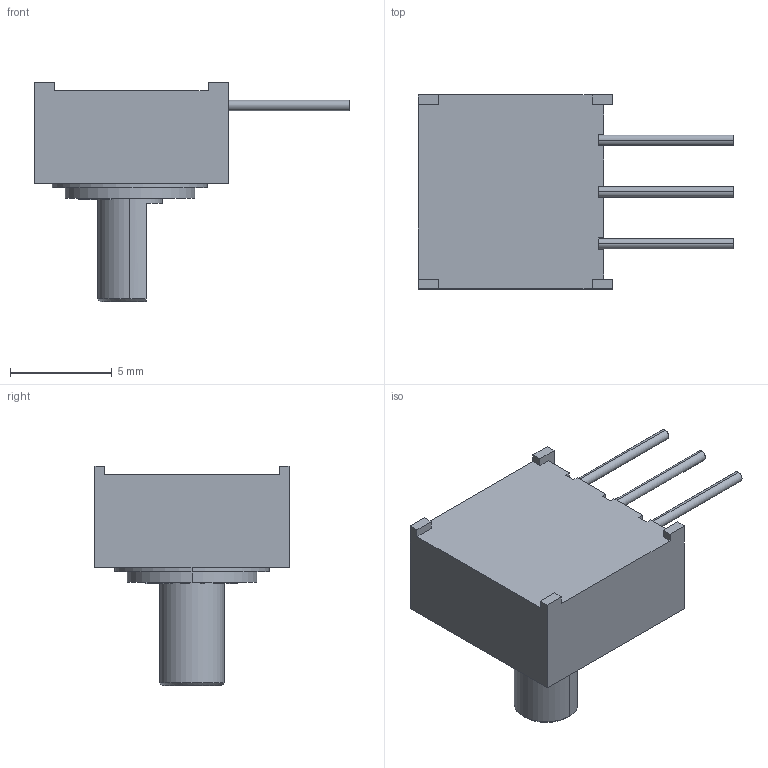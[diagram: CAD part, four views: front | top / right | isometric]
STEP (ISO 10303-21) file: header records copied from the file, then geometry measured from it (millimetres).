
FILE_DESCRIPTION((''),'2;1');
FILE_NAME('3310C-125-XXXX','2017-10-31T',('RICKB'),('Bourns, Inc.'),'CREO PARAMETRIC BY PTC INC, 2016130','CREO PARAMETRIC BY PTC INC, 2016130','');
FILE_SCHEMA(('AUTOMOTIVE_DESIGN_CC2 { 1 2 10303 214 -1 1 5 2 }'));
Length unit declared in the file: inch
Products named in the file (1): 3310C-125-XXXX
Bounding box: 15.49 x 9.53 x 10.76 mm (x, y, z)
Volume: 455.4 mm3; surface area: 497.7 mm2
Topology: 1 solids, 1 shells, 193 faces, 528 edges, 352 vertices
Faces by surface type: plane 171, cylinder 19, cone 3
Entity records: 7646 total; most frequent: CARTESIAN_POINT 1081, ORIENTED_EDGE 1056, DIRECTION 957, PRESENTATION_STYLE_ASSIGNMENT 529, STYLED_ITEM 529, CURVE_STYLE 528, EDGE_CURVE 528, VECTOR 481
